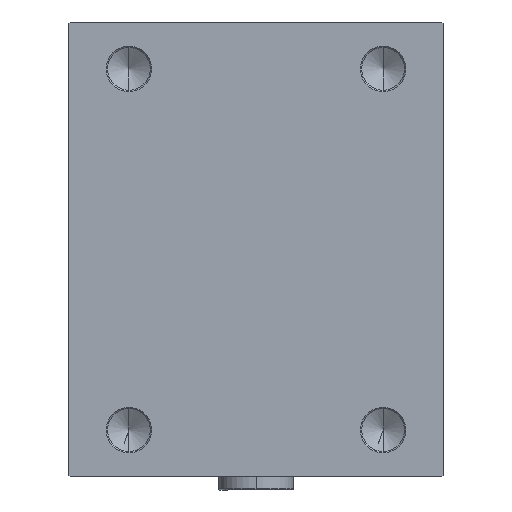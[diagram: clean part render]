
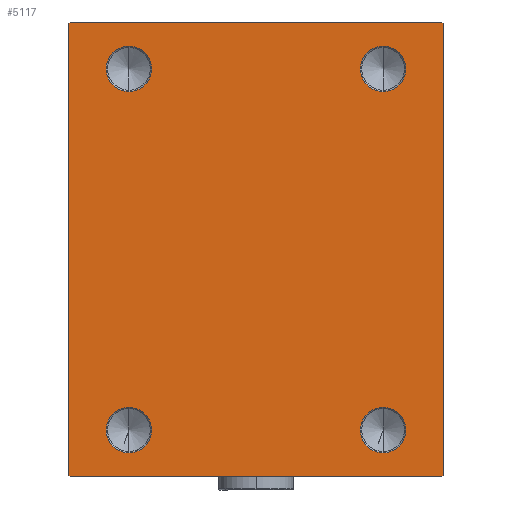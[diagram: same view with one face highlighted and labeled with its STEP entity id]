
A CAD part, left-side view. The second image highlights one B-rep face of the part: STEP entity #5117.
In plain terms, the highlighted face is planar.
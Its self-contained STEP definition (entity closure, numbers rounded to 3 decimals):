
#102 = VECTOR ( 'NONE', #39325, 1000. ) ;
#471 = CARTESIAN_POINT ( 'NONE',  ( 155., 70., 85. ) ) ;
#768 = CARTESIAN_POINT ( 'NONE',  ( 155., -47.5, 76. ) ) ;
#843 = EDGE_CURVE ( 'NONE', #18872, #28236, #4756, .T. ) ;
#1521 = ORIENTED_EDGE ( 'NONE', *, *, #36331, .T. ) ;
#1574 = LINE ( 'NONE', #41084, #2069 ) ;
#1759 = CIRCLE ( 'NONE', #30108, 8.5 ) ;
#1802 = DIRECTION ( 'NONE',  ( 0., 0., -1. ) ) ;
#1974 = ORIENTED_EDGE ( 'NONE', *, *, #31008, .T. ) ;
#2069 = VECTOR ( 'NONE', #23049, 1000. ) ;
#2169 = VERTEX_POINT ( 'NONE', #24144 ) ;
#2250 = CARTESIAN_POINT ( 'NONE',  ( 155., 69.5, -85. ) ) ;
#2265 = VERTEX_POINT ( 'NONE', #768 ) ;
#2710 = ORIENTED_EDGE ( 'NONE', *, *, #28546, .T. ) ;
#2843 = DIRECTION ( 'NONE',  ( 1., 0., 0. ) ) ;
#2930 = LINE ( 'NONE', #31453, #39847 ) ;
#3426 = DIRECTION ( 'NONE',  ( 0., 0.707, 0.707 ) ) ;
#4133 = AXIS2_PLACEMENT_3D ( 'NONE', #40614, #22815, #1802 ) ;
#4576 = CARTESIAN_POINT ( 'NONE',  ( 155., -47.5, -76. ) ) ;
#4584 = CARTESIAN_POINT ( 'NONE',  ( 155., 47.5, -67.5 ) ) ;
#4756 = CIRCLE ( 'NONE', #30922, 8.5 ) ;
#4968 = CIRCLE ( 'NONE', #18359, 8.5 ) ;
#5056 = CARTESIAN_POINT ( 'NONE',  ( 155., 77.25, 77.25 ) ) ;
#5117 = ADVANCED_FACE ( 'NONE', ( #27656, #12932, #20183, #41485, #38435 ), #23215, .T. ) ;
#5213 = DIRECTION ( 'NONE',  ( 1., 0., 0. ) ) ;
#5704 = VERTEX_POINT ( 'NONE', #14020 ) ;
#6149 = AXIS2_PLACEMENT_3D ( 'NONE', #45166, #2843, #9617 ) ;
#6389 = DIRECTION ( 'NONE',  ( 1., 0., 0. ) ) ;
#6691 = CARTESIAN_POINT ( 'NONE',  ( 155., -47.5, -67.5 ) ) ;
#7118 = EDGE_CURVE ( 'NONE', #33680, #2265, #4968, .T. ) ;
#7571 = DIRECTION ( 'NONE',  ( 0., 0., 1. ) ) ;
#8403 = ORIENTED_EDGE ( 'NONE', *, *, #44581, .T. ) ;
#8426 = AXIS2_PLACEMENT_3D ( 'NONE', #6691, #20711, #21387 ) ;
#8509 = VERTEX_POINT ( 'NONE', #33178 ) ;
#8786 = DIRECTION ( 'NONE',  ( 1., 0., 0. ) ) ;
#8790 = ORIENTED_EDGE ( 'NONE', *, *, #37885, .F. ) ;
#9141 = ORIENTED_EDGE ( 'NONE', *, *, #46147, .F. ) ;
#9617 = DIRECTION ( 'NONE',  ( 0., 0., -1. ) ) ;
#10078 = DIRECTION ( 'NONE',  ( 1., 0., 0. ) ) ;
#10262 = EDGE_CURVE ( 'NONE', #21266, #8509, #1574, .T. ) ;
#12234 = CARTESIAN_POINT ( 'NONE',  ( 155., -77.25, 77.25 ) ) ;
#12852 = AXIS2_PLACEMENT_3D ( 'NONE', #42125, #10078, #38160 ) ;
#12932 = FACE_BOUND ( 'NONE', #24394, .T. ) ;
#13134 = CARTESIAN_POINT ( 'NONE',  ( 155., 47.5, 67.5 ) ) ;
#13139 = CARTESIAN_POINT ( 'NONE',  ( 155., 70., 84.5 ) ) ;
#13692 = DIRECTION ( 'NONE',  ( 1., 0., 0. ) ) ;
#13862 = VERTEX_POINT ( 'NONE', #2250 ) ;
#14020 = CARTESIAN_POINT ( 'NONE',  ( 155., 47.5, 59. ) ) ;
#14386 = CARTESIAN_POINT ( 'NONE',  ( 155., 77.25, -77.25 ) ) ;
#14568 = CIRCLE ( 'NONE', #4133, 8.5 ) ;
#14831 = ORIENTED_EDGE ( 'NONE', *, *, #14917, .F. ) ;
#14917 = EDGE_CURVE ( 'NONE', #28236, #18872, #43911, .T. ) ;
#14971 = VECTOR ( 'NONE', #3426, 1000. ) ;
#15873 = ORIENTED_EDGE ( 'NONE', *, *, #36071, .T. ) ;
#16502 = CARTESIAN_POINT ( 'NONE',  ( 155., 47.5, -67.5 ) ) ;
#17970 = CARTESIAN_POINT ( 'NONE',  ( 155., -70., -84.5 ) ) ;
#18359 = AXIS2_PLACEMENT_3D ( 'NONE', #27732, #13692, #35690 ) ;
#18872 = VERTEX_POINT ( 'NONE', #27629 ) ;
#19169 = CARTESIAN_POINT ( 'NONE',  ( 155., -70., 85. ) ) ;
#19461 = DIRECTION ( 'NONE',  ( 0., 0., -1. ) ) ;
#19540 = DIRECTION ( 'NONE',  ( 0., 0., -1. ) ) ;
#19724 = CARTESIAN_POINT ( 'NONE',  ( 155., -47.5, 59. ) ) ;
#19764 = ORIENTED_EDGE ( 'NONE', *, *, #37821, .F. ) ;
#19771 = VERTEX_POINT ( 'NONE', #13139 ) ;
#20183 = FACE_BOUND ( 'NONE', #32613, .T. ) ;
#20293 = VECTOR ( 'NONE', #22579, 1000. ) ;
#20640 = CARTESIAN_POINT ( 'NONE',  ( 155., 0., 0. ) ) ;
#20711 = DIRECTION ( 'NONE',  ( 1., 0., 0. ) ) ;
#21266 = VERTEX_POINT ( 'NONE', #17970 ) ;
#21387 = DIRECTION ( 'NONE',  ( 0., 0., -1. ) ) ;
#21485 = ORIENTED_EDGE ( 'NONE', *, *, #7118, .F. ) ;
#21608 = VERTEX_POINT ( 'NONE', #4576 ) ;
#22256 = ORIENTED_EDGE ( 'NONE', *, *, #41575, .T. ) ;
#22579 = DIRECTION ( 'NONE',  ( 0., -0.707, 0.707 ) ) ;
#22815 = DIRECTION ( 'NONE',  ( 1., 0., 0. ) ) ;
#22903 = DIRECTION ( 'NONE',  ( 0., 0., -1. ) ) ;
#23049 = DIRECTION ( 'NONE',  ( 0., 0.707, -0.707 ) ) ;
#23215 = PLANE ( 'NONE',  #43754 ) ;
#24144 = CARTESIAN_POINT ( 'NONE',  ( 155., 47.5, 76. ) ) ;
#24394 = EDGE_LOOP ( 'NONE', ( #8790, #21485 ) ) ;
#25128 = LINE ( 'NONE', #14386, #14971 ) ;
#25227 = AXIS2_PLACEMENT_3D ( 'NONE', #16502, #27941, #35225 ) ;
#25919 = DIRECTION ( 'NONE',  ( 0., -1., 0. ) ) ;
#27012 = ORIENTED_EDGE ( 'NONE', *, *, #30845, .T. ) ;
#27314 = CARTESIAN_POINT ( 'NONE',  ( 155., 69.5, 85. ) ) ;
#27614 = EDGE_LOOP ( 'NONE', ( #42799, #19764 ) ) ;
#27629 = CARTESIAN_POINT ( 'NONE',  ( 155., 47.5, -76. ) ) ;
#27656 = FACE_BOUND ( 'NONE', #27614, .T. ) ;
#27726 = VERTEX_POINT ( 'NONE', #40133 ) ;
#27732 = CARTESIAN_POINT ( 'NONE',  ( 155., -47.5, 67.5 ) ) ;
#27941 = DIRECTION ( 'NONE',  ( 1., 0., 0. ) ) ;
#28236 = VERTEX_POINT ( 'NONE', #36765 ) ;
#28546 = EDGE_CURVE ( 'NONE', #36895, #45534, #43711, .T. ) ;
#30108 = AXIS2_PLACEMENT_3D ( 'NONE', #13134, #5213, #19461 ) ;
#30370 = CARTESIAN_POINT ( 'NONE',  ( 155., 70., -84.5 ) ) ;
#30845 = EDGE_CURVE ( 'NONE', #13862, #33040, #25128, .T. ) ;
#30922 = AXIS2_PLACEMENT_3D ( 'NONE', #4584, #8786, #19540 ) ;
#30938 = CARTESIAN_POINT ( 'NONE',  ( 155., -47.5, -59. ) ) ;
#31008 = EDGE_CURVE ( 'NONE', #8509, #13862, #31213, .T. ) ;
#31213 = LINE ( 'NONE', #45476, #102 ) ;
#31453 = CARTESIAN_POINT ( 'NONE',  ( 155., 70., -85. ) ) ;
#31563 = CIRCLE ( 'NONE', #8426, 8.5 ) ;
#31677 = EDGE_LOOP ( 'NONE', ( #14831, #37093 ) ) ;
#32495 = ORIENTED_EDGE ( 'NONE', *, *, #38401, .F. ) ;
#32613 = EDGE_LOOP ( 'NONE', ( #32495, #9141 ) ) ;
#32710 = CARTESIAN_POINT ( 'NONE',  ( 155., -69.5, 85. ) ) ;
#33040 = VERTEX_POINT ( 'NONE', #30370 ) ;
#33178 = CARTESIAN_POINT ( 'NONE',  ( 155., -69.5, -85. ) ) ;
#33680 = VERTEX_POINT ( 'NONE', #19724 ) ;
#35225 = DIRECTION ( 'NONE',  ( 0., 0., -1. ) ) ;
#35690 = DIRECTION ( 'NONE',  ( 0., 0., -1. ) ) ;
#36071 = EDGE_CURVE ( 'NONE', #19771, #36895, #39900, .T. ) ;
#36331 = EDGE_CURVE ( 'NONE', #45534, #27726, #44288, .T. ) ;
#36607 = VECTOR ( 'NONE', #25919, 1000. ) ;
#36765 = CARTESIAN_POINT ( 'NONE',  ( 155., 47.5, -59. ) ) ;
#36895 = VERTEX_POINT ( 'NONE', #27314 ) ;
#37093 = ORIENTED_EDGE ( 'NONE', *, *, #843, .F. ) ;
#37501 = CIRCLE ( 'NONE', #6149, 8.5 ) ;
#37821 = EDGE_CURVE ( 'NONE', #5704, #2169, #38275, .T. ) ;
#37885 = EDGE_CURVE ( 'NONE', #2265, #33680, #37501, .T. ) ;
#38160 = DIRECTION ( 'NONE',  ( 0., 0., -1. ) ) ;
#38275 = CIRCLE ( 'NONE', #12852, 8.5 ) ;
#38401 = EDGE_CURVE ( 'NONE', #42636, #21608, #31563, .T. ) ;
#38435 = FACE_OUTER_BOUND ( 'NONE', #44491, .T. ) ;
#39325 = DIRECTION ( 'NONE',  ( 0., 1., 0. ) ) ;
#39759 = EDGE_CURVE ( 'NONE', #2169, #5704, #1759, .T. ) ;
#39847 = VECTOR ( 'NONE', #7571, 1000. ) ;
#39900 = LINE ( 'NONE', #5056, #20293 ) ;
#40082 = DIRECTION ( 'NONE',  ( 0., -0.707, -0.707 ) ) ;
#40133 = CARTESIAN_POINT ( 'NONE',  ( 155., -70., 84.5 ) ) ;
#40614 = CARTESIAN_POINT ( 'NONE',  ( 155., -47.5, -67.5 ) ) ;
#41084 = CARTESIAN_POINT ( 'NONE',  ( 155., -77.25, -77.25 ) ) ;
#41394 = LINE ( 'NONE', #19169, #43689 ) ;
#41485 = FACE_BOUND ( 'NONE', #31677, .T. ) ;
#41575 = EDGE_CURVE ( 'NONE', #33040, #19771, #2930, .T. ) ;
#42125 = CARTESIAN_POINT ( 'NONE',  ( 155., 47.5, 67.5 ) ) ;
#42636 = VERTEX_POINT ( 'NONE', #30938 ) ;
#42687 = ORIENTED_EDGE ( 'NONE', *, *, #10262, .T. ) ;
#42703 = VECTOR ( 'NONE', #40082, 1000. ) ;
#42799 = ORIENTED_EDGE ( 'NONE', *, *, #39759, .F. ) ;
#43689 = VECTOR ( 'NONE', #22903, 1000. ) ;
#43711 = LINE ( 'NONE', #471, #36607 ) ;
#43754 = AXIS2_PLACEMENT_3D ( 'NONE', #20640, #6389, #44520 ) ;
#43911 = CIRCLE ( 'NONE', #25227, 8.5 ) ;
#44288 = LINE ( 'NONE', #12234, #42703 ) ;
#44491 = EDGE_LOOP ( 'NONE', ( #2710, #1521, #8403, #42687, #1974, #27012, #22256, #15873 ) ) ;
#44520 = DIRECTION ( 'NONE',  ( 0., 0., -1. ) ) ;
#44581 = EDGE_CURVE ( 'NONE', #27726, #21266, #41394, .T. ) ;
#45166 = CARTESIAN_POINT ( 'NONE',  ( 155., -47.5, 67.5 ) ) ;
#45476 = CARTESIAN_POINT ( 'NONE',  ( 155., -70., -85. ) ) ;
#45534 = VERTEX_POINT ( 'NONE', #32710 ) ;
#46147 = EDGE_CURVE ( 'NONE', #21608, #42636, #14568, .T. ) ;
